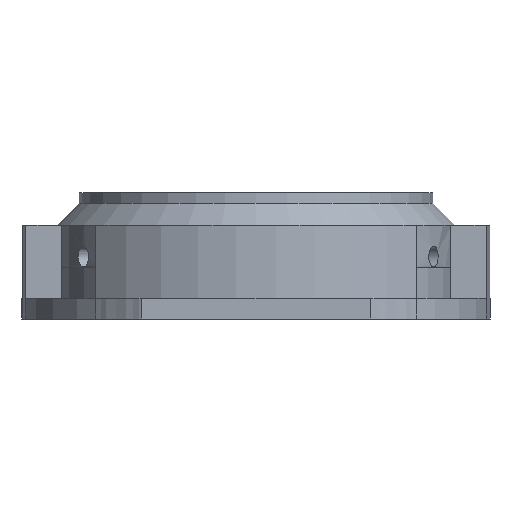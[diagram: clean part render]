
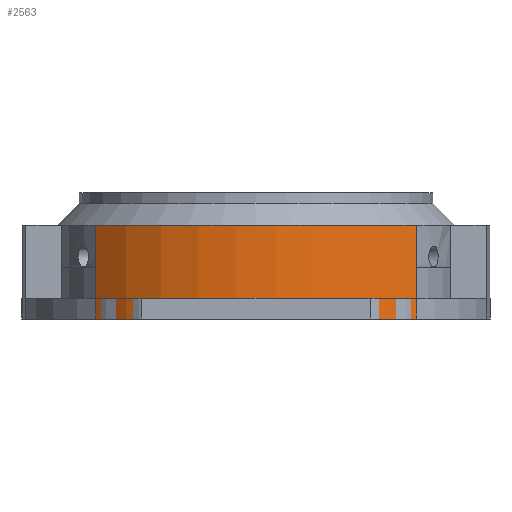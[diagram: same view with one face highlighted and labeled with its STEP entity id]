
A CAD part, front view. The second image highlights one B-rep face of the part: STEP entity #2563.
In plain terms, the highlighted cylindrical face has radius 22.5 mm (diameter 45 mm), a partial arc.
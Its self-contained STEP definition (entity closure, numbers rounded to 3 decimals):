
#2463 = EDGE_CURVE('',#2464,#2466,#2468,.T.);
#2464 = VERTEX_POINT('',#2465);
#2465 = CARTESIAN_POINT('',(-15.413,-16.391,0.));
#2466 = VERTEX_POINT('',#2467);
#2467 = CARTESIAN_POINT('',(-15.413,-16.391,9.));
#2468 = LINE('',#2469,#2470);
#2469 = CARTESIAN_POINT('',(-15.413,-16.391,0.));
#2470 = VECTOR('',#2471,1.);
#2471 = DIRECTION('',(0.,0.,1.));
#2538 = VERTEX_POINT('',#2539);
#2539 = CARTESIAN_POINT('',(15.413,-16.391,9.));
#2545 = EDGE_CURVE('',#2546,#2538,#2548,.T.);
#2546 = VERTEX_POINT('',#2547);
#2547 = CARTESIAN_POINT('',(15.413,-16.391,0.));
#2548 = LINE('',#2549,#2550);
#2549 = CARTESIAN_POINT('',(15.413,-16.391,0.));
#2550 = VECTOR('',#2551,1.);
#2551 = DIRECTION('',(0.,0.,1.));
#2563 = ADVANCED_FACE('',(#2564),#2582,.T.);
#2564 = FACE_BOUND('',#2565,.F.);
#2565 = EDGE_LOOP('',(#2566,#2567,#2574,#2575));
#2566 = ORIENTED_EDGE('',*,*,#2463,.T.);
#2567 = ORIENTED_EDGE('',*,*,#2568,.T.);
#2568 = EDGE_CURVE('',#2466,#2538,#2569,.T.);
#2569 = CIRCLE('',#2570,22.5);
#2570 = AXIS2_PLACEMENT_3D('',#2571,#2572,#2573);
#2571 = CARTESIAN_POINT('',(0.,0.,9.));
#2572 = DIRECTION('',(0.,0.,1.));
#2573 = DIRECTION('',(1.,0.,0.));
#2574 = ORIENTED_EDGE('',*,*,#2545,.F.);
#2575 = ORIENTED_EDGE('',*,*,#2576,.F.);
#2576 = EDGE_CURVE('',#2464,#2546,#2577,.T.);
#2577 = CIRCLE('',#2578,22.5);
#2578 = AXIS2_PLACEMENT_3D('',#2579,#2580,#2581);
#2579 = CARTESIAN_POINT('',(0.,0.,0.));
#2580 = DIRECTION('',(0.,0.,1.));
#2581 = DIRECTION('',(1.,0.,0.));
#2582 = CYLINDRICAL_SURFACE('',#2583,22.5);
#2583 = AXIS2_PLACEMENT_3D('',#2584,#2585,#2586);
#2584 = CARTESIAN_POINT('',(0.,0.,0.));
#2585 = DIRECTION('',(-0.,-0.,-1.));
#2586 = DIRECTION('',(1.,0.,0.));
